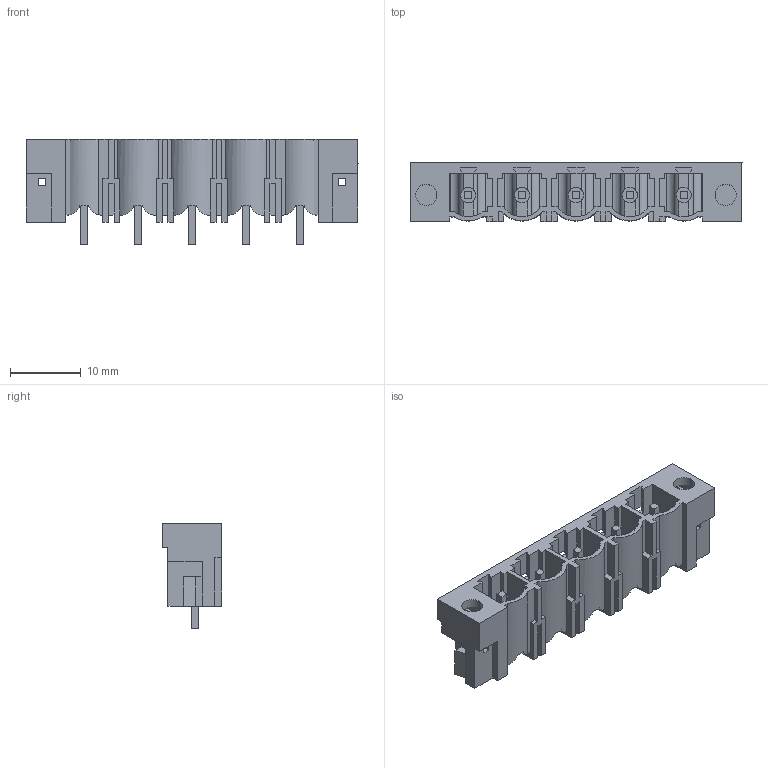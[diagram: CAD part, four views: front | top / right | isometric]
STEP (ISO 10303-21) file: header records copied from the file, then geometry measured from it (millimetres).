
FILE_DESCRIPTION(('CATIA V5 STEP Exchange','CAx-IF Rec.Pracs.--- Model Styling and Organization---1.4--- 2014-01-23'),'2;1');
FILE_NAME ('D1448909_1_1140900000_1140900000.stp','2021-05-20T14:24:34+00:00',('none'),('Weidmueller'),'CATIA Version 5-6 Release 2016 SP3 HF44','CATIA V5 STEP AP214','none');
FILE_SCHEMA(('AUTOMOTIVE_DESIGN { 1 0 10303 214 1 1 1 1 }'));
Length unit declared in the file: millimetre
Products named in the file (1): 1140900000
Bounding box: 46.96 x 8.4 x 14.95 mm (x, y, z)
Volume: 1791.6 mm3; surface area: 4237.6 mm2
Topology: 6 solids, 6 shells, 351 faces, 1011 edges, 665 vertices
Faces by surface type: plane 297, cylinder 54
Entity records: 10890 total; most frequent: CARTESIAN_POINT 2132, ORIENTED_EDGE 2022, DIRECTION 1462, EDGE_CURVE 1011, VECTOR 863, LINE 863, VERTEX_POINT 665, EDGE_LOOP 362
